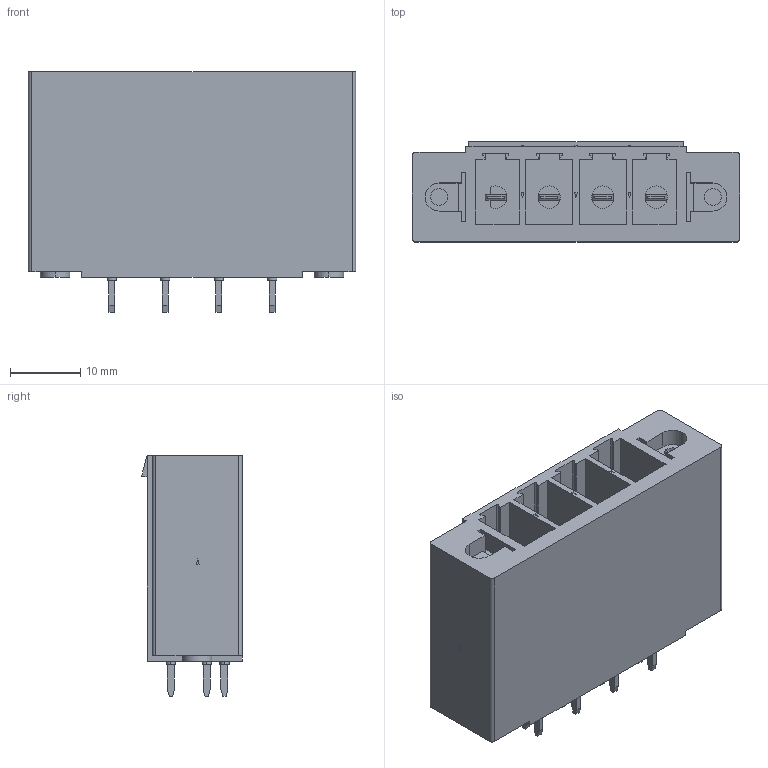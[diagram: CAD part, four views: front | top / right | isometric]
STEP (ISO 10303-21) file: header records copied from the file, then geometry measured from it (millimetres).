
FILE_DESCRIPTION((''),'2;1');
FILE_NAME('PHOENIX_1720929.stp','2011-11-17T15:28:19',(''),(''),'Mechanical Desktop 2011','Mechanical Desktop 2011',', , ');
FILE_SCHEMA(('AUTOMOTIVE_DESIGN { 1 2 10303 214 1 1 1 1 }'));
Length unit declared in the file: millimetre
Products named in the file (1): Product
Bounding box: 46.58 x 14.29 x 34.25 mm (x, y, z)
Volume: 14342.9 mm3; surface area: 7409.6 mm2
Topology: 33 solids, 33 shells, 406 faces, 947 edges, 627 vertices
Faces by surface type: plane 227, bspline 95, cylinder 84
Entity records: 11434 total; most frequent: CARTESIAN_POINT 2256, ORIENTED_EDGE 1884, DIRECTION 1730, EDGE_CURVE 942, VECTOR 772, LINE 772, VERTEX_POINT 625, AXIS2_PLACEMENT_3D 479
